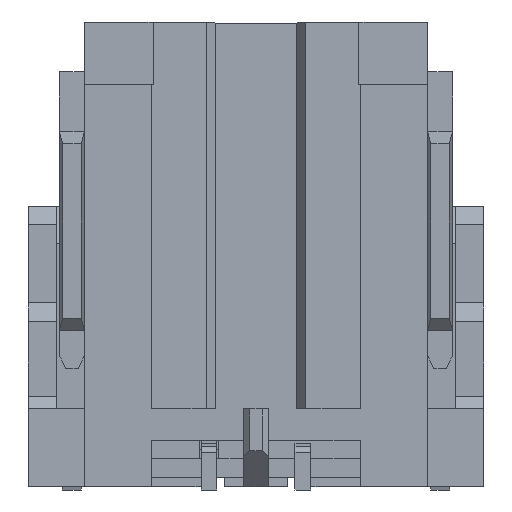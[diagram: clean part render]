
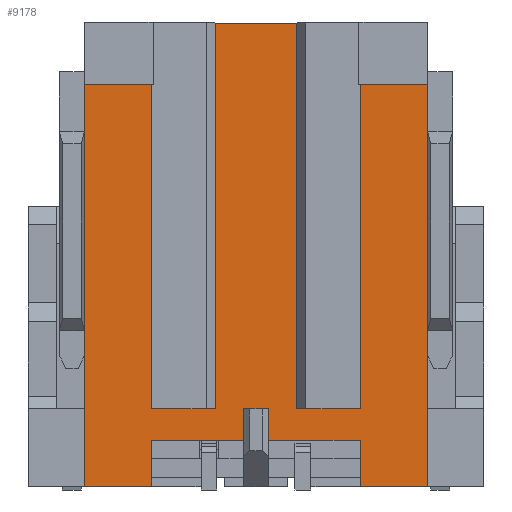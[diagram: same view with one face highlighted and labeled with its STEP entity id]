
A CAD part, front view. The second image highlights one B-rep face of the part: STEP entity #9178.
In plain terms, the highlighted planar face has unit normal (0, -1, 0).
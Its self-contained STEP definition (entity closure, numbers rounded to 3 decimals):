
#494=FACE_OUTER_BOUND('',#977,.T.);
#977=EDGE_LOOP('',(#6659,#6660,#6661,#6662,#6663,#6664,#6665,#6666,#6667,
#6668,#6669,#6670,#6671,#6672,#6673,#6674,#6675,#6676,#6677,#6678,#6679,
#6680));
#1671=LINE('',#12916,#2849);
#1682=LINE('',#12939,#2860);
#1683=LINE('',#12941,#2861);
#1684=LINE('',#12943,#2862);
#1685=LINE('',#12945,#2863);
#1686=LINE('',#12946,#2864);
#1687=LINE('',#12948,#2865);
#1688=LINE('',#12950,#2866);
#1689=LINE('',#12952,#2867);
#1690=LINE('',#12954,#2868);
#1691=LINE('',#12956,#2869);
#1692=LINE('',#12958,#2870);
#1693=LINE('',#12960,#2871);
#1694=LINE('',#12962,#2872);
#1695=LINE('',#12964,#2873);
#1696=LINE('',#12966,#2874);
#1697=LINE('',#12968,#2875);
#1698=LINE('',#12970,#2876);
#1699=LINE('',#12972,#2877);
#1700=LINE('',#12974,#2878);
#1701=LINE('',#12976,#2879);
#1702=LINE('',#12977,#2880);
#2849=VECTOR('',#10697,5.2);
#2860=VECTOR('',#10710,1.3);
#2861=VECTOR('',#10711,6.179);
#2862=VECTOR('',#10712,1.02);
#2863=VECTOR('',#10713,5.2);
#2864=VECTOR('',#10714,1.08);
#2865=VECTOR('',#10715,1.25);
#2866=VECTOR('',#10716,1.08);
#2867=VECTOR('',#10717,0.75);
#2868=VECTOR('',#10718,1.47);
#2869=VECTOR('',#10719,0.5);
#2870=VECTOR('',#10720,0.4);
#2871=VECTOR('',#10721,0.5);
#2872=VECTOR('',#10722,1.47);
#2873=VECTOR('',#10723,0.75);
#2874=VECTOR('',#10724,1.08);
#2875=VECTOR('',#10725,1.25);
#2876=VECTOR('',#10726,5.2);
#2877=VECTOR('',#10727,1.08);
#2878=VECTOR('',#10728,5.2);
#2879=VECTOR('',#10729,1.02);
#2880=VECTOR('',#10730,6.179);
#3938=VERTEX_POINT('',#12913);
#3939=VERTEX_POINT('',#12915);
#3949=VERTEX_POINT('',#12937);
#3950=VERTEX_POINT('',#12938);
#3951=VERTEX_POINT('',#12940);
#3952=VERTEX_POINT('',#12942);
#3953=VERTEX_POINT('',#12944);
#3954=VERTEX_POINT('',#12947);
#3955=VERTEX_POINT('',#12949);
#3956=VERTEX_POINT('',#12951);
#3957=VERTEX_POINT('',#12953);
#3958=VERTEX_POINT('',#12955);
#3959=VERTEX_POINT('',#12957);
#3960=VERTEX_POINT('',#12959);
#3961=VERTEX_POINT('',#12961);
#3962=VERTEX_POINT('',#12963);
#3963=VERTEX_POINT('',#12965);
#3964=VERTEX_POINT('',#12967);
#3965=VERTEX_POINT('',#12969);
#3966=VERTEX_POINT('',#12971);
#3967=VERTEX_POINT('',#12973);
#3968=VERTEX_POINT('',#12975);
#4949=EDGE_CURVE('',#3939,#3938,#1671,.T.);
#4960=EDGE_CURVE('',#3949,#3950,#1682,.T.);
#4961=EDGE_CURVE('',#3949,#3951,#1683,.T.);
#4962=EDGE_CURVE('',#3952,#3951,#1684,.T.);
#4963=EDGE_CURVE('',#3953,#3952,#1685,.T.);
#4964=EDGE_CURVE('',#3953,#3939,#1686,.T.);
#4965=EDGE_CURVE('',#3938,#3954,#1687,.T.);
#4966=EDGE_CURVE('',#3954,#3955,#1688,.T.);
#4967=EDGE_CURVE('',#3955,#3956,#1689,.T.);
#4968=EDGE_CURVE('',#3957,#3956,#1690,.T.);
#4969=EDGE_CURVE('',#3957,#3958,#1691,.T.);
#4970=EDGE_CURVE('',#3959,#3958,#1692,.T.);
#4971=EDGE_CURVE('',#3960,#3959,#1693,.T.);
#4972=EDGE_CURVE('',#3961,#3960,#1694,.T.);
#4973=EDGE_CURVE('',#3962,#3961,#1695,.T.);
#4974=EDGE_CURVE('',#3962,#3963,#1696,.T.);
#4975=EDGE_CURVE('',#3963,#3964,#1697,.T.);
#4976=EDGE_CURVE('',#3964,#3965,#1698,.T.);
#4977=EDGE_CURVE('',#3965,#3966,#1699,.T.);
#4978=EDGE_CURVE('',#3967,#3966,#1700,.T.);
#4979=EDGE_CURVE('',#3968,#3967,#1701,.T.);
#4980=EDGE_CURVE('',#3950,#3968,#1702,.T.);
#6659=ORIENTED_EDGE('',*,*,#4960,.F.);
#6660=ORIENTED_EDGE('',*,*,#4961,.T.);
#6661=ORIENTED_EDGE('',*,*,#4962,.F.);
#6662=ORIENTED_EDGE('',*,*,#4963,.F.);
#6663=ORIENTED_EDGE('',*,*,#4964,.T.);
#6664=ORIENTED_EDGE('',*,*,#4949,.T.);
#6665=ORIENTED_EDGE('',*,*,#4965,.T.);
#6666=ORIENTED_EDGE('',*,*,#4966,.T.);
#6667=ORIENTED_EDGE('',*,*,#4967,.T.);
#6668=ORIENTED_EDGE('',*,*,#4968,.F.);
#6669=ORIENTED_EDGE('',*,*,#4969,.T.);
#6670=ORIENTED_EDGE('',*,*,#4970,.F.);
#6671=ORIENTED_EDGE('',*,*,#4971,.F.);
#6672=ORIENTED_EDGE('',*,*,#4972,.F.);
#6673=ORIENTED_EDGE('',*,*,#4973,.F.);
#6674=ORIENTED_EDGE('',*,*,#4974,.T.);
#6675=ORIENTED_EDGE('',*,*,#4975,.T.);
#6676=ORIENTED_EDGE('',*,*,#4976,.T.);
#6677=ORIENTED_EDGE('',*,*,#4977,.T.);
#6678=ORIENTED_EDGE('',*,*,#4978,.F.);
#6679=ORIENTED_EDGE('',*,*,#4979,.F.);
#6680=ORIENTED_EDGE('',*,*,#4980,.F.);
#8768=PLANE('',#9708);
#9178=ADVANCED_FACE('',(#494),#8768,.T.);
#9708=AXIS2_PLACEMENT_3D('',#12936,#10708,#10709);
#10697=DIRECTION('',(0.,0.,1.));
#10708=DIRECTION('center_axis',(0.,-1.,0.));
#10709=DIRECTION('ref_axis',(-1.,0.,0.));
#10710=DIRECTION('',(-1.,0.,0.));
#10711=DIRECTION('',(0.,0.,1.));
#10712=DIRECTION('',(-1.,0.,0.));
#10713=DIRECTION('',(0.,0.,1.));
#10714=DIRECTION('',(1.,0.,0.));
#10715=DIRECTION('',(0.,0.,1.));
#10716=DIRECTION('',(-1.,0.,0.));
#10717=DIRECTION('',(0.,0.,-1.));
#10718=DIRECTION('',(1.,0.,0.));
#10719=DIRECTION('',(0.,0.,-1.));
#10720=DIRECTION('',(1.,0.,0.));
#10721=DIRECTION('',(0.,0.,-1.));
#10722=DIRECTION('',(1.,0.,0.));
#10723=DIRECTION('',(0.,0.,-1.));
#10724=DIRECTION('',(-1.,0.,0.));
#10725=DIRECTION('',(0.,0.,-1.));
#10726=DIRECTION('',(0.,0.,-1.));
#10727=DIRECTION('',(1.,0.,0.));
#10728=DIRECTION('',(0.,0.,-1.));
#10729=DIRECTION('',(-1.,0.,0.));
#10730=DIRECTION('',(0.,0.,1.));
#12913=CARTESIAN_POINT('',(2.75,-3.45,2.82));
#12915=CARTESIAN_POINT('',(2.75,-3.45,-2.38));
#12916=CARTESIAN_POINT('',(2.75,-3.45,-2.38));
#12936=CARTESIAN_POINT('Origin',(0.,-3.45,0.));
#12937=CARTESIAN_POINT('',(0.65,-3.45,-3.359));
#12938=CARTESIAN_POINT('',(-0.65,-3.45,-3.359));
#12939=CARTESIAN_POINT('',(0.,-3.45,-3.359));
#12940=CARTESIAN_POINT('',(0.65,-3.45,2.82));
#12941=CARTESIAN_POINT('',(0.65,-3.45,-3.18));
#12942=CARTESIAN_POINT('',(1.67,-3.45,2.82));
#12943=CARTESIAN_POINT('',(1.67,-3.45,2.82));
#12944=CARTESIAN_POINT('',(1.67,-3.45,-2.38));
#12945=CARTESIAN_POINT('',(1.67,-3.45,-2.38));
#12946=CARTESIAN_POINT('',(1.67,-3.45,-2.38));
#12947=CARTESIAN_POINT('',(2.75,-3.45,4.07));
#12948=CARTESIAN_POINT('',(2.75,-3.45,2.82));
#12949=CARTESIAN_POINT('',(1.67,-3.45,4.07));
#12950=CARTESIAN_POINT('',(2.75,-3.45,4.07));
#12951=CARTESIAN_POINT('',(1.67,-3.45,3.32));
#12952=CARTESIAN_POINT('',(1.67,-3.45,4.07));
#12953=CARTESIAN_POINT('',(0.2,-3.45,3.32));
#12954=CARTESIAN_POINT('',(0.2,-3.45,3.32));
#12955=CARTESIAN_POINT('',(0.2,-3.45,2.82));
#12956=CARTESIAN_POINT('',(0.2,-3.45,3.32));
#12957=CARTESIAN_POINT('',(-0.2,-3.45,2.82));
#12958=CARTESIAN_POINT('',(-0.2,-3.45,2.82));
#12959=CARTESIAN_POINT('',(-0.2,-3.45,3.32));
#12960=CARTESIAN_POINT('',(-0.2,-3.45,3.32));
#12961=CARTESIAN_POINT('',(-1.67,-3.45,3.32));
#12962=CARTESIAN_POINT('',(-1.67,-3.45,3.32));
#12963=CARTESIAN_POINT('',(-1.67,-3.45,4.07));
#12964=CARTESIAN_POINT('',(-1.67,-3.45,4.07));
#12965=CARTESIAN_POINT('',(-2.75,-3.45,4.07));
#12966=CARTESIAN_POINT('',(-1.67,-3.45,4.07));
#12967=CARTESIAN_POINT('',(-2.75,-3.45,2.82));
#12968=CARTESIAN_POINT('',(-2.75,-3.45,4.07));
#12969=CARTESIAN_POINT('',(-2.75,-3.45,-2.38));
#12970=CARTESIAN_POINT('',(-2.75,-3.45,2.82));
#12971=CARTESIAN_POINT('',(-1.67,-3.45,-2.38));
#12972=CARTESIAN_POINT('',(-2.75,-3.45,-2.38));
#12973=CARTESIAN_POINT('',(-1.67,-3.45,2.82));
#12974=CARTESIAN_POINT('',(-1.67,-3.45,2.82));
#12975=CARTESIAN_POINT('',(-0.65,-3.45,2.82));
#12976=CARTESIAN_POINT('',(-0.65,-3.45,2.82));
#12977=CARTESIAN_POINT('',(-0.65,-3.45,-3.18));
